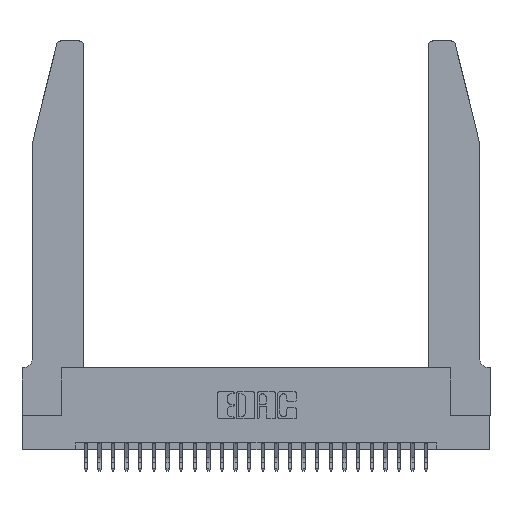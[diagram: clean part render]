
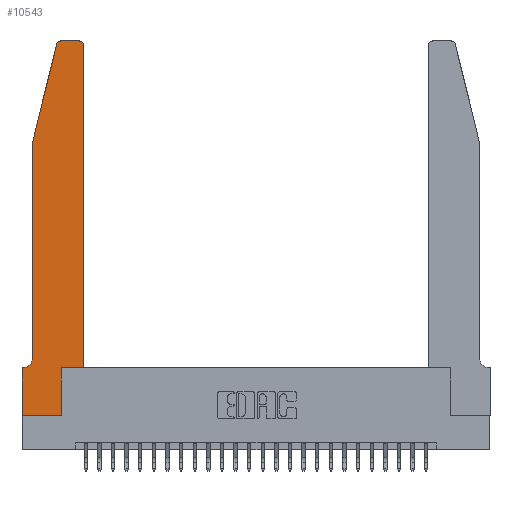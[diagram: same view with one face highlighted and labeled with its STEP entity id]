
A CAD part, top view. The second image highlights one B-rep face of the part: STEP entity #10543.
In plain terms, the highlighted planar face has unit normal (0, 0, 1).
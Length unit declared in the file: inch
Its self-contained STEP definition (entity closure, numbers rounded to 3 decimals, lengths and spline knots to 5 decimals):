
#357 = AXIS2_PLACEMENT_3D ( 'NONE', #1341, #24654, #22678 ) ;
#367 = CARTESIAN_POINT ( 'NONE',  ( 0.0755, 2., 0.37 ) ) ;
#467 = VERTEX_POINT ( 'NONE', #5857 ) ;
#628 = CARTESIAN_POINT ( 'NONE',  ( 0.2865, 0.35, 0.37 ) ) ;
#991 = DIRECTION ( 'NONE',  ( 0., 1., 0. ) ) ;
#1224 = EDGE_LOOP ( 'NONE', ( #27294, #6680, #5636, #20326, #13505, #17279, #24474, #25208, #15199, #11634, #19510, #25097 ) ) ;
#1341 = CARTESIAN_POINT ( 'NONE',  ( 0.4205, 2.72, 0.37 ) ) ;
#2179 = LINE ( 'NONE', #367, #24116 ) ;
#2464 = CARTESIAN_POINT ( 'NONE',  ( 0., 0.35, 0.37 ) ) ;
#3463 = DIRECTION ( 'NONE',  ( 0., -1., 0. ) ) ;
#3479 = VERTEX_POINT ( 'NONE', #26636 ) ;
#4518 = CARTESIAN_POINT ( 'NONE',  ( 0.4505, 0.35, 0.37 ) ) ;
#4577 = EDGE_CURVE ( 'NONE', #21122, #26603, #18336, .T. ) ;
#4608 = EDGE_CURVE ( 'NONE', #25803, #22880, #11355, .T. ) ;
#4921 = DIRECTION ( 'NONE',  ( 0., -1., 0. ) ) ;
#5018 = CARTESIAN_POINT ( 'NONE',  ( 0., 0., 0.37 ) ) ;
#5066 = DIRECTION ( 'NONE',  ( 1., 0., 0. ) ) ;
#5099 = CARTESIAN_POINT ( 'NONE',  ( 0.25487, 2.72718, 0.37 ) ) ;
#5615 = CARTESIAN_POINT ( 'NONE',  ( 0.4205, 2.75, 0.37 ) ) ;
#5636 = ORIENTED_EDGE ( 'NONE', *, *, #24347, .T. ) ;
#5857 = CARTESIAN_POINT ( 'NONE',  ( 0., 0., 0.37 ) ) ;
#6046 = VECTOR ( 'NONE', #3463, 39.37008 ) ;
#6405 = VERTEX_POINT ( 'NONE', #5615 ) ;
#6426 = DIRECTION ( 'NONE',  ( -1., 0., 0. ) ) ;
#6485 = CARTESIAN_POINT ( 'NONE',  ( 0.4505, 0.35, 0.37 ) ) ;
#6547 = PLANE ( 'NONE',  #14112 ) ;
#6680 = ORIENTED_EDGE ( 'NONE', *, *, #4577, .T. ) ;
#6795 = AXIS2_PLACEMENT_3D ( 'NONE', #11884, #11978, #24934 ) ;
#7342 = CARTESIAN_POINT ( 'NONE',  ( 0., 0., 0.37 ) ) ;
#7477 = CARTESIAN_POINT ( 'NONE',  ( 0.4505, 0.35, 0.37 ) ) ;
#7684 = EDGE_CURVE ( 'NONE', #20543, #25451, #19215, .T. ) ;
#7919 = VECTOR ( 'NONE', #991, 39.37008 ) ;
#8082 = VERTEX_POINT ( 'NONE', #4518 ) ;
#8100 = CARTESIAN_POINT ( 'NONE',  ( 0.0755, 0.35, 0.37 ) ) ;
#8354 = CARTESIAN_POINT ( 'NONE',  ( 0.284, 2.72, 0.37 ) ) ;
#8801 = DIRECTION ( 'NONE',  ( 0., 0., 1. ) ) ;
#8814 = CIRCLE ( 'NONE', #6795, 0.07 ) ;
#8893 = DIRECTION ( 'NONE',  ( 1., 0., 0. ) ) ;
#10313 = DIRECTION ( 'NONE',  ( -0.239, -0.971, 0. ) ) ;
#10350 = VECTOR ( 'NONE', #4921, 39.37008 ) ;
#10543 = ADVANCED_FACE ( 'NONE', ( #20316 ), #6547, .T. ) ;
#10638 = CARTESIAN_POINT ( 'NONE',  ( 0.2605, 2.75, 0.37 ) ) ;
#10741 = CARTESIAN_POINT ( 'NONE',  ( 0.0055, 0.35, 0.37 ) ) ;
#11007 = EDGE_CURVE ( 'NONE', #6405, #21122, #25310, .T. ) ;
#11320 = EDGE_CURVE ( 'NONE', #467, #3479, #17944, .T. ) ;
#11355 = LINE ( 'NONE', #24729, #6046 ) ;
#11634 = ORIENTED_EDGE ( 'NONE', *, *, #22662, .T. ) ;
#11884 = CARTESIAN_POINT ( 'NONE',  ( 0.0055, 0.42, 0.37 ) ) ;
#11959 = LINE ( 'NONE', #5018, #10350 ) ;
#11978 = DIRECTION ( 'NONE',  ( 0., 0., -1. ) ) ;
#12183 = CARTESIAN_POINT ( 'NONE',  ( 0.4505, 2.72, 0.37 ) ) ;
#12556 = LINE ( 'NONE', #6485, #7919 ) ;
#13481 = VECTOR ( 'NONE', #22627, 39.37008 ) ;
#13505 = ORIENTED_EDGE ( 'NONE', *, *, #20855, .T. ) ;
#14112 = AXIS2_PLACEMENT_3D ( 'NONE', #21505, #8801, #8893 ) ;
#14182 = LINE ( 'NONE', #7477, #13481 ) ;
#14566 = DIRECTION ( 'NONE',  ( 0., 0., 1. ) ) ;
#14708 = DIRECTION ( 'NONE',  ( 0., 1., 0. ) ) ;
#15199 = ORIENTED_EDGE ( 'NONE', *, *, #20426, .T. ) ;
#16184 = VERTEX_POINT ( 'NONE', #12183 ) ;
#16605 = VECTOR ( 'NONE', #5066, 39.37008 ) ;
#16835 = CARTESIAN_POINT ( 'NONE',  ( 0.2865, 0.35, 0.37 ) ) ;
#16840 = CARTESIAN_POINT ( 'NONE',  ( 0.0755, 0.42, 0.37 ) ) ;
#17279 = ORIENTED_EDGE ( 'NONE', *, *, #7684, .T. ) ;
#17944 = LINE ( 'NONE', #7342, #16605 ) ;
#18074 = EDGE_CURVE ( 'NONE', #25451, #467, #11959, .T. ) ;
#18336 = CIRCLE ( 'NONE', #25415, 0.03 ) ;
#18534 = VECTOR ( 'NONE', #18884, 39.37008 ) ;
#18884 = DIRECTION ( 'NONE',  ( -1., 0., 0. ) ) ;
#19215 = LINE ( 'NONE', #8100, #18534 ) ;
#19258 = EDGE_CURVE ( 'NONE', #8082, #16184, #12556, .T. ) ;
#19510 = ORIENTED_EDGE ( 'NONE', *, *, #19258, .T. ) ;
#19639 = VECTOR ( 'NONE', #6426, 39.37008 ) ;
#19831 = LINE ( 'NONE', #16835, #24821 ) ;
#19905 = VERTEX_POINT ( 'NONE', #628 ) ;
#20316 = FACE_OUTER_BOUND ( 'NONE', #1224, .T. ) ;
#20326 = ORIENTED_EDGE ( 'NONE', *, *, #4608, .T. ) ;
#20426 = EDGE_CURVE ( 'NONE', #3479, #19905, #19831, .T. ) ;
#20543 = VERTEX_POINT ( 'NONE', #10741 ) ;
#20855 = EDGE_CURVE ( 'NONE', #22880, #20543, #8814, .T. ) ;
#21122 = VERTEX_POINT ( 'NONE', #26047 ) ;
#21505 = CARTESIAN_POINT ( 'NONE',  ( 0., 0.35, 0.37 ) ) ;
#22627 = DIRECTION ( 'NONE',  ( 1., 0., 0. ) ) ;
#22662 = EDGE_CURVE ( 'NONE', #19905, #8082, #14182, .T. ) ;
#22678 = DIRECTION ( 'NONE',  ( 1., 0., 0. ) ) ;
#22833 = DIRECTION ( 'NONE',  ( 1., 0., 0. ) ) ;
#22880 = VERTEX_POINT ( 'NONE', #16840 ) ;
#23277 = EDGE_CURVE ( 'NONE', #16184, #6405, #27195, .T. ) ;
#24116 = VECTOR ( 'NONE', #10313, 39.37008 ) ;
#24347 = EDGE_CURVE ( 'NONE', #26603, #25803, #2179, .T. ) ;
#24474 = ORIENTED_EDGE ( 'NONE', *, *, #18074, .T. ) ;
#24654 = DIRECTION ( 'NONE',  ( 0., 0., 1. ) ) ;
#24729 = CARTESIAN_POINT ( 'NONE',  ( 0.0755, 2., 0.37 ) ) ;
#24821 = VECTOR ( 'NONE', #14708, 39.37008 ) ;
#24934 = DIRECTION ( 'NONE',  ( -1., 0., 0. ) ) ;
#25097 = ORIENTED_EDGE ( 'NONE', *, *, #23277, .T. ) ;
#25208 = ORIENTED_EDGE ( 'NONE', *, *, #11320, .T. ) ;
#25310 = LINE ( 'NONE', #10638, #19639 ) ;
#25415 = AXIS2_PLACEMENT_3D ( 'NONE', #8354, #14566, #22833 ) ;
#25451 = VERTEX_POINT ( 'NONE', #2464 ) ;
#25584 = CARTESIAN_POINT ( 'NONE',  ( 0.0755, 2., 0.37 ) ) ;
#25803 = VERTEX_POINT ( 'NONE', #25584 ) ;
#26047 = CARTESIAN_POINT ( 'NONE',  ( 0.284, 2.75, 0.37 ) ) ;
#26603 = VERTEX_POINT ( 'NONE', #5099 ) ;
#26636 = CARTESIAN_POINT ( 'NONE',  ( 0.2865, 0., 0.37 ) ) ;
#27195 = CIRCLE ( 'NONE', #357, 0.03 ) ;
#27294 = ORIENTED_EDGE ( 'NONE', *, *, #11007, .T. ) ;
